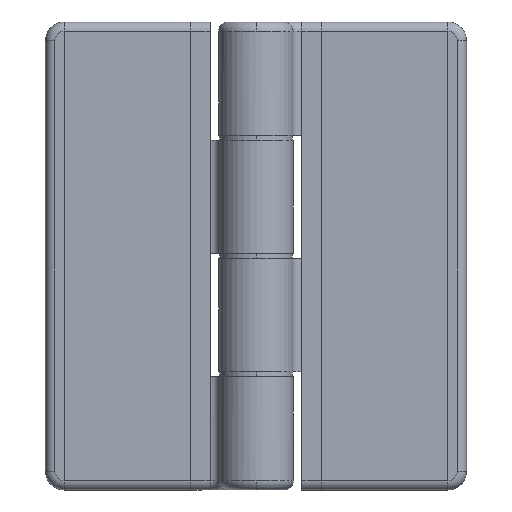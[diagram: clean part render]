
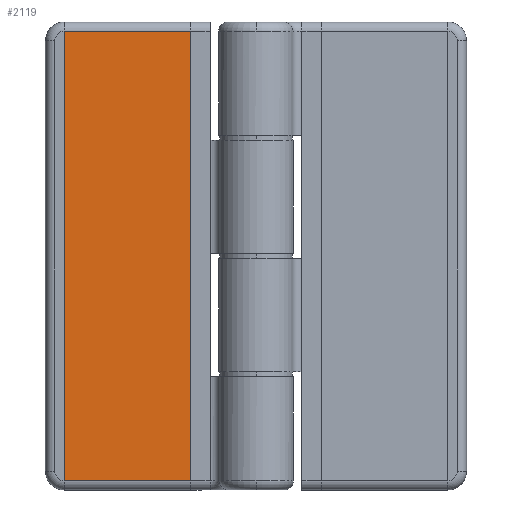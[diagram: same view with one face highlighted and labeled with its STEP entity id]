
A CAD part, top view. The second image highlights one B-rep face of the part: STEP entity #2119.
In plain terms, the highlighted planar face has unit normal (0, 0, 1).
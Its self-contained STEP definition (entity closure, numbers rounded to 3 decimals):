
#326 = DIRECTION ( 'NONE',  ( -1., 0., 0. ) ) ;
#340 = CARTESIAN_POINT ( 'NONE',  ( 13.5, 48., 9.5 ) ) ;
#586 = EDGE_CURVE ( 'NONE', #867, #755, #1682, .T. ) ;
#600 = EDGE_CURVE ( 'NONE', #848, #821, #1698, .T. ) ;
#678 = EDGE_LOOP ( 'NONE', ( #889, #887, #888, #886 ) ) ;
#755 = VERTEX_POINT ( 'NONE', #2507 ) ;
#821 = VERTEX_POINT ( 'NONE', #2436 ) ;
#848 = VERTEX_POINT ( 'NONE', #2407 ) ;
#867 = VERTEX_POINT ( 'NONE', #2385 ) ;
#886 = ORIENTED_EDGE ( 'NONE', *, *, #951, .T. ) ;
#887 = ORIENTED_EDGE ( 'NONE', *, *, #2120, .F. ) ;
#888 = ORIENTED_EDGE ( 'NONE', *, *, #600, .F. ) ;
#889 = ORIENTED_EDGE ( 'NONE', *, *, #586, .T. ) ;
#951 = EDGE_CURVE ( 'NONE', #848, #867, #1747, .T. ) ;
#1682 = LINE ( 'NONE', #2848, #3471 ) ;
#1698 = LINE ( 'NONE', #2786, #3349 ) ;
#1747 = LINE ( 'NONE', #340, #3416 ) ;
#1803 = FACE_OUTER_BOUND ( 'NONE', #678, .T. ) ;
#1805 = LINE ( 'NONE', #3789, #3557 ) ;
#2119 = ADVANCED_FACE ( 'NONE', ( #1803 ), #3817, .F. ) ;
#2120 = EDGE_CURVE ( 'NONE', #821, #755, #1805, .T. ) ;
#2385 = CARTESIAN_POINT ( 'NONE',  ( -13.5, 48., 9.5 ) ) ;
#2407 = CARTESIAN_POINT ( 'NONE',  ( 13.5, 48., 9.5 ) ) ;
#2436 = CARTESIAN_POINT ( 'NONE',  ( 13.5, -48., 9.5 ) ) ;
#2507 = CARTESIAN_POINT ( 'NONE',  ( -13.5, -48., 9.5 ) ) ;
#2786 = CARTESIAN_POINT ( 'NONE',  ( 13.5, 48., 9.5 ) ) ;
#2840 = DIRECTION ( 'NONE',  ( 0., -1., 0. ) ) ;
#2846 = DIRECTION ( 'NONE',  ( 0., -1., 0. ) ) ;
#2848 = CARTESIAN_POINT ( 'NONE',  ( -13.5, 48., 9.5 ) ) ;
#3349 = VECTOR ( 'NONE', #2840, 1000. ) ;
#3416 = VECTOR ( 'NONE', #326, 1000. ) ;
#3471 = VECTOR ( 'NONE', #2846, 1000. ) ;
#3557 = VECTOR ( 'NONE', #3772, 1000. ) ;
#3586 = AXIS2_PLACEMENT_3D ( 'NONE', #3802, #3795, #3763 ) ;
#3763 = DIRECTION ( 'NONE',  ( -1., 0., 0. ) ) ;
#3772 = DIRECTION ( 'NONE',  ( -1., 0., 0. ) ) ;
#3789 = CARTESIAN_POINT ( 'NONE',  ( 13.5, -48., 9.5 ) ) ;
#3795 = DIRECTION ( 'NONE',  ( 0., 0., -1. ) ) ;
#3802 = CARTESIAN_POINT ( 'NONE',  ( 13.5, 48., 9.5 ) ) ;
#3817 = PLANE ( 'NONE',  #3586 ) ;
